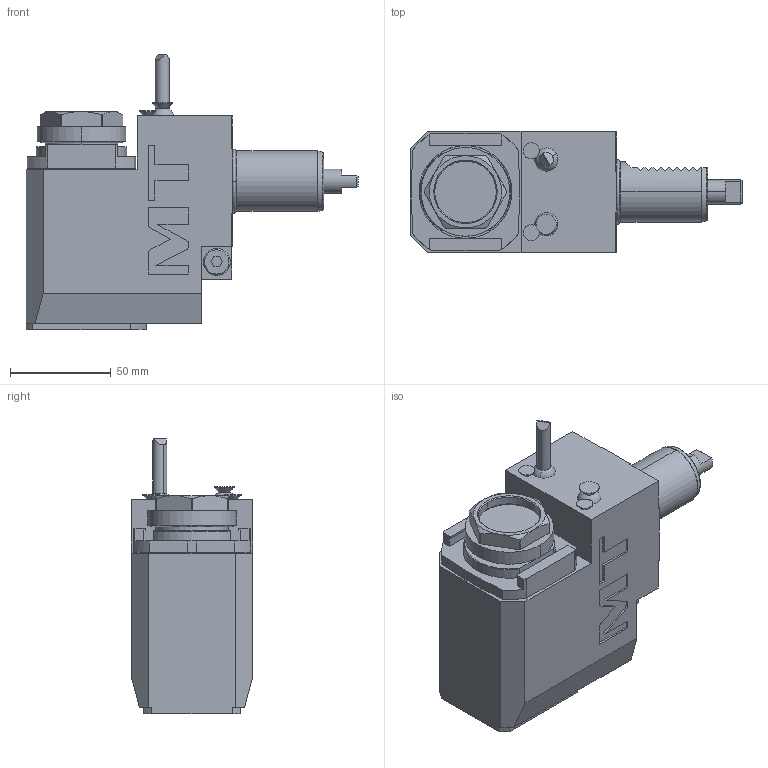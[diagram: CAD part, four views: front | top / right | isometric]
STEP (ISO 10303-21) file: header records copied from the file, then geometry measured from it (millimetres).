
FILE_DESCRIPTION((''),'2;1');
FILE_NAME('DUP0400132_CONF','2024-05-03T09:58:14',('gvalli'),('M.T. srl'),'CREO PARAMETRIC BY PTC INC, 2021072','CREO PARAMETRIC BY PTC INC, 2021072','');
FILE_SCHEMA(('CONFIG_CONTROL_DESIGN'));
Length unit declared in the file: millimetre
Products named in the file (1): DUP0400132_CONF
Bounding box: 164.5 x 60 x 136.3 mm (x, y, z)
Volume: 589890.4 mm3; surface area: 60676.1 mm2
Topology: 1 solids, 1 shells, 275 faces, 716 edges, 470 vertices
Faces by surface type: plane 170, cylinder 64, cone 28, torus 6, extrusion 4, sphere 3
Entity records: 8972 total; most frequent: CARTESIAN_POINT 2164, ORIENTED_EDGE 1432, DIRECTION 1352, EDGE_CURVE 716, VERTEX_POINT 470, VECTOR 460, LINE 456, AXIS2_PLACEMENT_3D 446
